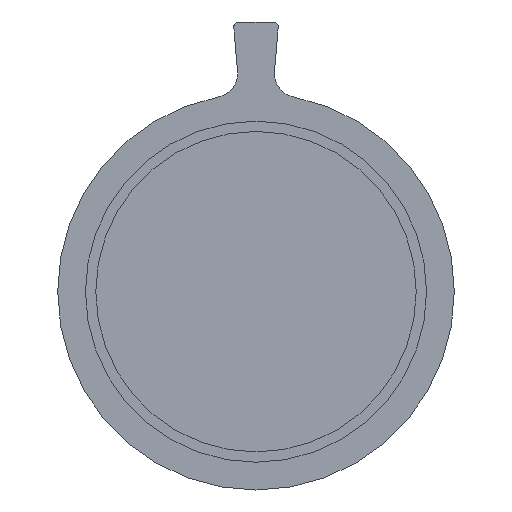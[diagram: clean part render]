
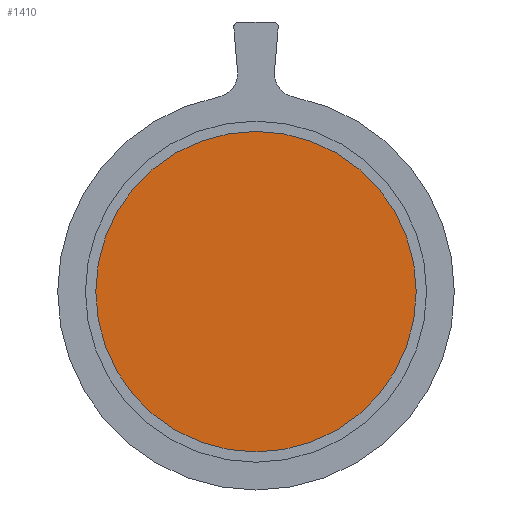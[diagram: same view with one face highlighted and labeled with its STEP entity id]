
A CAD part, front view. The second image highlights one B-rep face of the part: STEP entity #1410.
In plain terms, the highlighted planar face has unit normal (0, -1, 0).
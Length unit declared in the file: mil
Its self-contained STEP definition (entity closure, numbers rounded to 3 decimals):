
#107 = CARTESIAN_POINT ( 'NONE',  ( 216.535, 8291.339, 14763.78 ) ) ;
#234 = CARTESIAN_POINT ( 'NONE',  ( 0., 8291.339, 14763.78 ) ) ;
#300 = DIRECTION ( 'NONE',  ( 0., -1., 0. ) ) ;
#315 = CIRCLE ( 'NONE', #1361, 795.276 ) ;
#486 = DIRECTION ( 'NONE',  ( -1., 0., 0. ) ) ;
#500 = EDGE_LOOP ( 'NONE', ( #576, #692 ) ) ;
#576 = ORIENTED_EDGE ( 'NONE', *, *, #1154, .T. ) ;
#581 = DIRECTION ( 'NONE',  ( -1., 0., 0. ) ) ;
#665 = VERTEX_POINT ( 'NONE', #952 ) ;
#666 = DIRECTION ( 'NONE',  ( 0., 0., -1. ) ) ;
#677 = AXIS2_PLACEMENT_3D ( 'NONE', #107, #1374, #666 ) ;
#692 = ORIENTED_EDGE ( 'NONE', *, *, #918, .T. ) ;
#715 = AXIS2_PLACEMENT_3D ( 'NONE', #234, #1367, #486 ) ;
#727 = CARTESIAN_POINT ( 'NONE',  ( 0., 8291.339, 14763.78 ) ) ;
#836 = PLANE ( 'NONE',  #677 ) ;
#878 = VERTEX_POINT ( 'NONE', #1611 ) ;
#899 = CIRCLE ( 'NONE', #715, 795.276 ) ;
#918 = EDGE_CURVE ( 'NONE', #878, #665, #899, .T. ) ;
#952 = CARTESIAN_POINT ( 'NONE',  ( -795.276, 8291.339, 14763.78 ) ) ;
#1154 = EDGE_CURVE ( 'NONE', #665, #878, #315, .T. ) ;
#1361 = AXIS2_PLACEMENT_3D ( 'NONE', #727, #300, #581 ) ;
#1367 = DIRECTION ( 'NONE',  ( 0., -1., 0. ) ) ;
#1374 = DIRECTION ( 'NONE',  ( 0., 1., 0. ) ) ;
#1400 = FACE_OUTER_BOUND ( 'NONE', #500, .T. ) ;
#1410 = ADVANCED_FACE ( 'NONE', ( #1400 ), #836, .F. ) ;
#1611 = CARTESIAN_POINT ( 'NONE',  ( 795.276, 8291.339, 14763.78 ) ) ;
